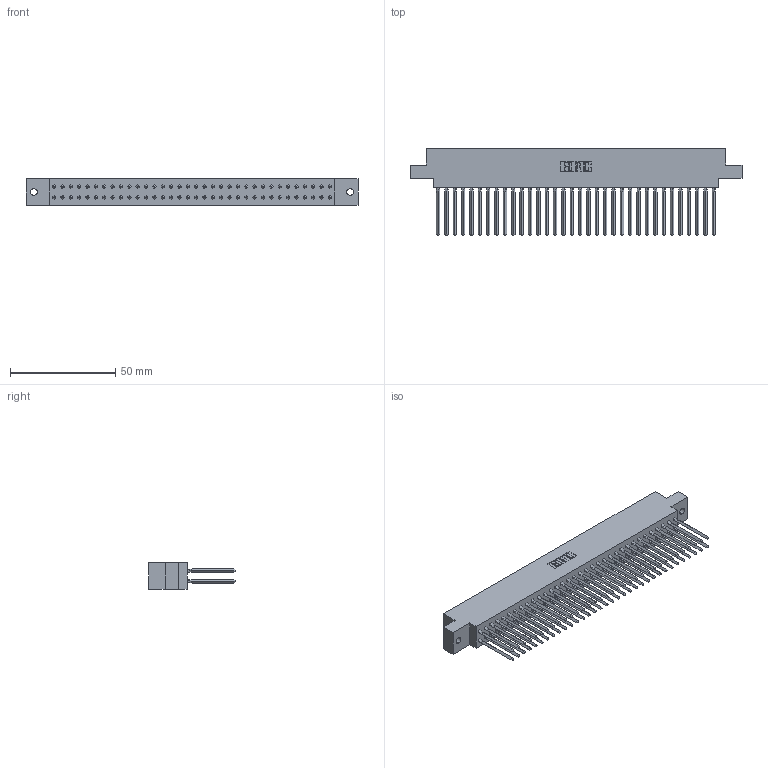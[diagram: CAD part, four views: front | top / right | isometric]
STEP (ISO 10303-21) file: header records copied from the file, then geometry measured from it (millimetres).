
FILE_DESCRIPTION (( 'STEP AP203' ), '1' );
FILE_NAME ('317-068-543-802.STEP', '2020-02-28T06:49:03', ( '' ), ( '' ), 'SwSTEP 2.0', 'SolidWorks 2016', '' );
FILE_SCHEMA (( 'CONFIG_CONTROL_DESIGN' ));
Length unit declared in the file: inch
Products named in the file (3): 317 Part_.144 Dia; 317-068-543-802; 317-290-001_543
Assembly tree (69 placements, depth 2):
  317-068-543-802
    317 Part_.144 Dia
    317-290-001_543  x68
Bounding box: 157.43 x 41.15 x 12.7 mm (x, y, z)
Volume: 26452.8 mm3; surface area: 39552.9 mm2
Topology: 69 solids, 69 shells, 6154 faces, 17071 edges, 10994 vertices
Faces by surface type: plane 5022, cylinder 860, bspline 272
Entity records: 50266 total; most frequent: CARTESIAN_POINT 9183, ORIENTED_EDGE 8682, DIRECTION 7243, EDGE_CURVE 4341, LINE 4085, VECTOR 4085, VERTEX_POINT 2887, AXIS2_PLACEMENT_3D 1579
